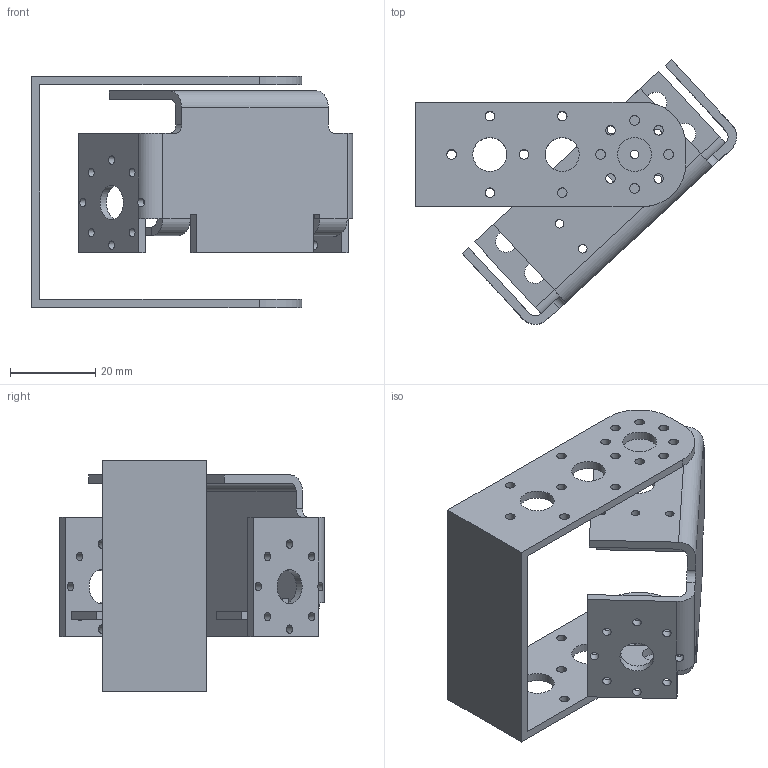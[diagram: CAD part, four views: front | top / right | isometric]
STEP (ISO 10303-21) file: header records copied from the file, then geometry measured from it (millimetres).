
FILE_DESCRIPTION(/* description */ (''),/* implementation_level */ '2;1');
FILE_NAME(/* name */ 'Assembly1.stp',/* time_stamp */ '2020-09-01T23:57:00+08:00',/* author */ ('Acer'),/* organization */ (''),/* preprocessor_version */ 'ST-DEVELOPER v18',/* originating_system */ 'Autodesk Inventor 2020',/* authorisation */ '');
FILE_SCHEMA (('AUTOMOTIVE_DESIGN { 1 0 10303 214 3 1 1 }'));
Length unit declared in the file: millimetre
Products named in the file (3): Assembly1; Servo Bracket_01; Servo bracket 2
Assembly tree (2 placements, depth 2):
  Assembly1
    Servo Bracket_01
    Servo bracket 2
Bounding box: 75.47 x 62.21 x 54.5 mm (x, y, z)
Volume: 16661.5 mm3; surface area: 19654.4 mm2
Topology: 2 solids, 2 shells, 132 faces, 417 edges, 285 vertices
Faces by surface type: cylinder 80, plane 52
Full cylindrical faces by diameter (mm): 2 x23, 2.25 x28, 5 x4, 8 x9
Entity records: 5221 total; most frequent: CARTESIAN_POINT 949, DIRECTION 896, ORIENTED_EDGE 834, EDGE_CURVE 417, AXIS2_PLACEMENT_3D 346, VERTEX_POINT 285, EDGE_LOOP 256, CIRCLE 209
